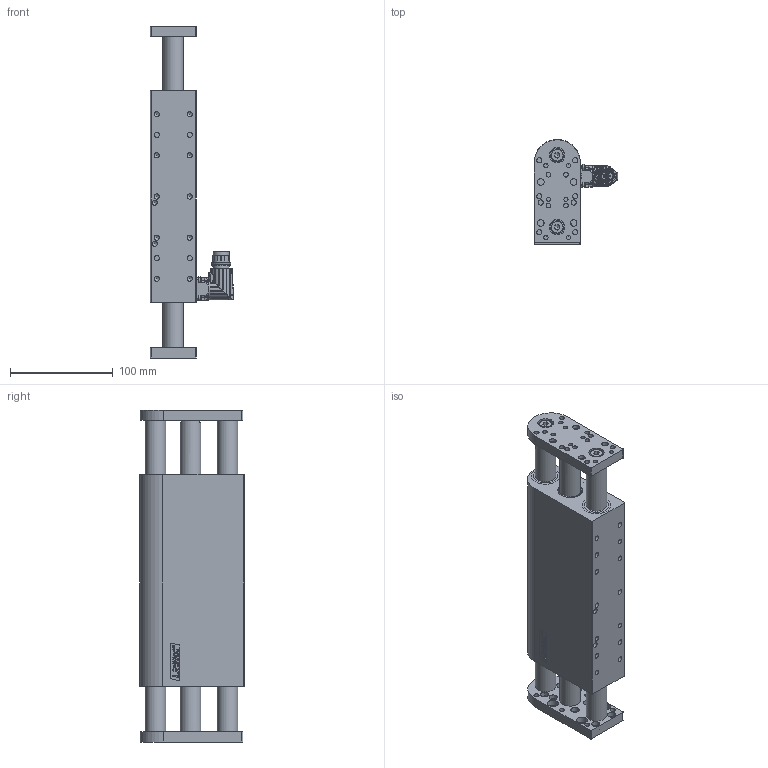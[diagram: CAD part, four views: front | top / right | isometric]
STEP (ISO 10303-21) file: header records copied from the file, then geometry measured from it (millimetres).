
FILE_DESCRIPTION (( 'STEP AP214' ), '1' );
FILE_NAME ('0186-1568_211012_DM01-37x120F-HP-R-95_BE03.STEP', '2021-10-12T12:59:16', ( '' ), ( '' ), 'SwSTEP 2.0', 'SolidWorks 2021', '' );
FILE_SCHEMA (( 'AUTOMOTIVE_DESIGN' ));
Length unit declared in the file: millimetre
Products named in the file (9): 0180-1292_DM01k-37; DL01h-20x14x...-2xM16_DL01h-20x14x307-2xM16; Läufer_beweglich_L„ufer_beweglich_95; PL01-20-HP-SF_PL01-20x310!260-HP-SF; 0230-0158_Zyl.-Schr_I-6kt_n-K_M8x18_8.8_v-b; DM01h-37x120F-HP-R_BE03; 0230-0168_Zyl.-Schr_I-6kt_n-K_M8x16_8.8_v-b; 0186-1568_211012_DM01-37x120F-HP-R-95_BE03; 0180-1697_DM01k-37-H
Assembly tree (12 placements, depth 3):
  0186-1568_211012_DM01-37x120F-HP-R-95_BE03
    DM01h-37x120F-HP-R_BE03
    Läufer_beweglich_L„ufer_beweglich_95
      DL01h-20x14x...-2xM16_DL01h-20x14x307-2xM16  x2
      PL01-20-HP-SF_PL01-20x310!260-HP-SF
      0180-1697_DM01k-37-H
      0180-1292_DM01k-37
      0230-0158_Zyl.-Schr_I-6kt_n-K_M8x18_8.8_v-b
      0230-0168_Zyl.-Schr_I-6kt_n-K_M8x16_8.8_v-b  x4
Bounding box: 81.55 x 102 x 323 mm (x, y, z)
Volume: 1008962.5 mm3; surface area: 254465.3 mm2
Topology: 36 solids, 38 shells, 2277 faces, 5500 edges, 3398 vertices
Faces by surface type: plane 774, cylinder 744, cone 371, bspline 333, torus 54, sphere 1
Full cylindrical faces by diameter (mm): 0.6 x5, 1 x4, 1.1 x5, 2.05 x4, 2.1 x4, 2.5 x48, 2.7 x4, 3.2 x3, 3.3 x21, 4 x51, 4.3 x8, 4.5 x8, 4.8 x1, 5 x45, 6.4 x8, 6.8 x6, 8 x73, 8.4 x5, 10.5 x8, 13 x5, 14.2 x1, 15 x5, 15.2 x1, 15.54 x1, 16 x1, 16.8 x1, 17.25 x1, 20 x8, 20.564 x2, 22 x2
Entity records: 92115 total; most frequent: CARTESIAN_POINT 38529, ORIENTED_EDGE 8602, DIRECTION 8328, EDGE_CURVE 4301, AXIS2_PLACEMENT_3D 3382, VERTEX_POINT 2993, EDGE_LOOP 2904, FACE_OUTER_BOUND 2372
